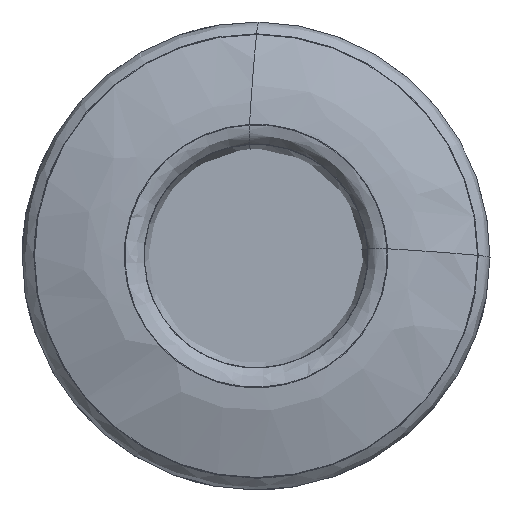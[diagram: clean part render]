
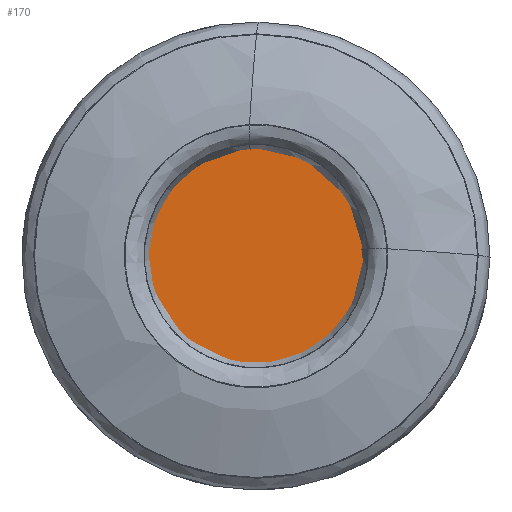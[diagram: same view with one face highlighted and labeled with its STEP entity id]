
A CAD part, left-side view. The second image highlights one B-rep face of the part: STEP entity #170.
In plain terms, the highlighted planar face has unit normal (-1, 0, 0).
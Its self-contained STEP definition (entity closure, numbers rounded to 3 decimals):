
#96=PLANE('',#779);
#170=ADVANCED_FACE('',(#236),#96,.F.);
#236=FACE_OUTER_BOUND('',#310,.T.);
#310=EDGE_LOOP('',(#533));
#363=CIRCLE('',#777,8.324);
#533=ORIENTED_EDGE('',*,*,#671,.T.);
#586=VERTEX_POINT('',#2795);
#671=EDGE_CURVE('',#586,#586,#363,.T.);
#777=AXIS2_PLACEMENT_3D('',#2794,#923,#924);
#779=AXIS2_PLACEMENT_3D('',#2797,#927,#928);
#923=DIRECTION('',(-1.,0.,0.));
#924=DIRECTION('',(0.,0.,1.));
#927=DIRECTION('',(1.,0.,0.));
#928=DIRECTION('',(0.,0.,-1.));
#2794=CARTESIAN_POINT('',(1.8,0.,0.));
#2795=CARTESIAN_POINT('',(1.8,0.,8.324));
#2797=CARTESIAN_POINT('',(1.8,8.324,0.));
